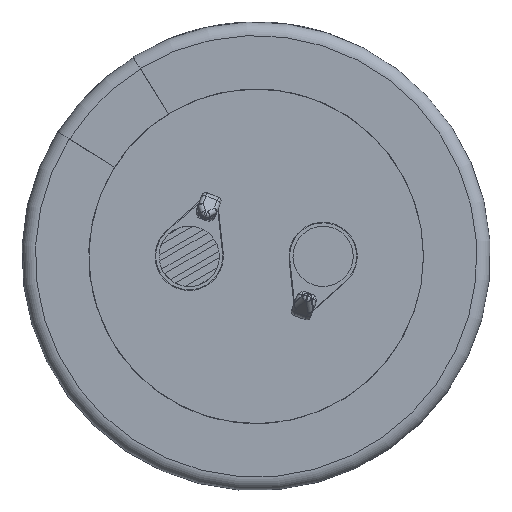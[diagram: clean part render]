
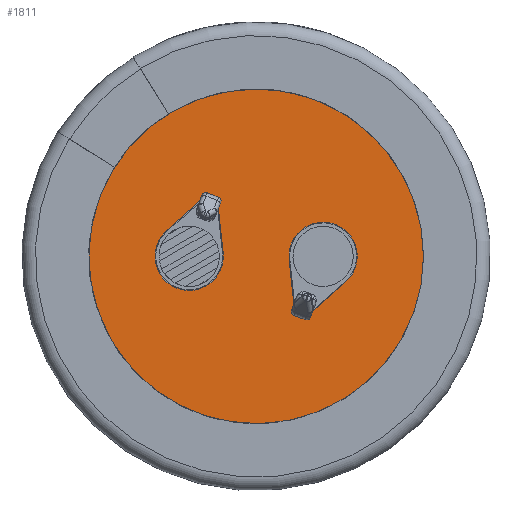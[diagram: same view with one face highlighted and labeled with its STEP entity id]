
A CAD part, front view. The second image highlights one B-rep face of the part: STEP entity #1811.
In plain terms, the highlighted planar face has unit normal (0, -1, 0).
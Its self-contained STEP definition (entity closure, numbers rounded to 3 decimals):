
#1811 = ADVANCED_FACE( '', ( #3732, #3733, #3734 ), #3735, .T. );
#3732 = FACE_OUTER_BOUND( '', #8106, .T. );
#3733 = FACE_BOUND( '', #8107, .T. );
#3734 = FACE_BOUND( '', #8108, .T. );
#3735 = PLANE( '', #8109 );
#8106 = EDGE_LOOP( '', ( #13092 ) );
#8107 = EDGE_LOOP( '', ( #13093, #13094, #13095, #13096 ) );
#8108 = EDGE_LOOP( '', ( #13097, #13098, #13099, #13100 ) );
#8109 = AXIS2_PLACEMENT_3D( '', #13101, #13102, #13103 );
#13092 = ORIENTED_EDGE( '', *, *, #14973, .T. );
#13093 = ORIENTED_EDGE( '', *, *, #14778, .F. );
#13094 = ORIENTED_EDGE( '', *, *, #14870, .F. );
#13095 = ORIENTED_EDGE( '', *, *, #14876, .F. );
#13096 = ORIENTED_EDGE( '', *, *, #14613, .F. );
#13097 = ORIENTED_EDGE( '', *, *, #14916, .T. );
#13098 = ORIENTED_EDGE( '', *, *, #14291, .T. );
#13099 = ORIENTED_EDGE( '', *, *, #15182, .T. );
#13100 = ORIENTED_EDGE( '', *, *, #14268, .T. );
#13101 = CARTESIAN_POINT( '', ( 0., 0., 0. ) );
#13102 = DIRECTION( '', ( 0., -1., 0. ) );
#13103 = DIRECTION( '', ( 0., 0., -1. ) );
#14268 = EDGE_CURVE( '', #17086, #17087, #17088, .T. );
#14291 = EDGE_CURVE( '', #17118, #17119, #17120, .T. );
#14613 = EDGE_CURVE( '', #17550, #17551, #17552, .T. );
#14778 = EDGE_CURVE( '', #17758, #17550, #17759, .T. );
#14870 = EDGE_CURVE( '', #17877, #17758, #17878, .T. );
#14876 = EDGE_CURVE( '', #17551, #17877, #17884, .T. );
#14916 = EDGE_CURVE( '', #17087, #17118, #17930, .T. );
#14973 = EDGE_CURVE( '', #17994, #17994, #17995, .T. );
#15182 = EDGE_CURVE( '', #17119, #17086, #18217, .T. );
#17086 = VERTEX_POINT( '', #22714 );
#17087 = VERTEX_POINT( '', #22715 );
#17088 = CIRCLE( '', #22716, 2.55 );
#17118 = VERTEX_POINT( '', #22777 );
#17119 = VERTEX_POINT( '', #22778 );
#17120 = LINE( '', #22779, #22780 );
#17550 = VERTEX_POINT( '', #23749 );
#17551 = VERTEX_POINT( '', #23750 );
#17552 = CIRCLE( '', #23751, 2.55 );
#17758 = VERTEX_POINT( '', #24193 );
#17759 = LINE( '', #24194, #24195 );
#17877 = VERTEX_POINT( '', #24483 );
#17878 = LINE( '', #24484, #24485 );
#17884 = LINE( '', #24494, #24495 );
#17930 = LINE( '', #24607, #24608 );
#17994 = VERTEX_POINT( '', #24716 );
#17995 = CIRCLE( '', #24717, 14.5 );
#18217 = LINE( '', #25162, #25163 );
#22714 = CARTESIAN_POINT( '', ( 2.465, 0., -0.274 ) );
#22715 = CARTESIAN_POINT( '', ( 6.694, 0., -1.906 ) );
#22716 = AXIS2_PLACEMENT_3D( '', #25737, #25738, #25739 );
#22777 = CARTESIAN_POINT( '', ( 4.27, 0., -4.059 ) );
#22778 = CARTESIAN_POINT( '', ( 2.814, 0., -3.497 ) );
#22779 = CARTESIAN_POINT( '', ( 4.27, 0., -4.059 ) );
#22780 = VECTOR( '', #25748, 1000. );
#23749 = CARTESIAN_POINT( '', ( -6.694, 0., 1.906 ) );
#23750 = CARTESIAN_POINT( '', ( -2.465, 0., 0.274 ) );
#23751 = AXIS2_PLACEMENT_3D( '', #25877, #25878, #25879 );
#24193 = CARTESIAN_POINT( '', ( -4.27, 0., 4.059 ) );
#24194 = CARTESIAN_POINT( '', ( -4.27, 0., 4.059 ) );
#24195 = VECTOR( '', #25936, 1000. );
#24483 = CARTESIAN_POINT( '', ( -2.814, 0., 3.497 ) );
#24484 = CARTESIAN_POINT( '', ( -2.814, 0., 3.497 ) );
#24485 = VECTOR( '', #25974, 1000. );
#24494 = CARTESIAN_POINT( '', ( -2.465, 0., 0.274 ) );
#24495 = VECTOR( '', #25978, 1000. );
#24607 = CARTESIAN_POINT( '', ( 6.694, 0., -1.906 ) );
#24608 = VECTOR( '', #25995, 1000. );
#24716 = CARTESIAN_POINT( '', ( 0., 0., -14.5 ) );
#24717 = AXIS2_PLACEMENT_3D( '', #26020, #26021, #26022 );
#25162 = CARTESIAN_POINT( '', ( 2.814, 0., -3.497 ) );
#25163 = VECTOR( '', #26087, 1000. );
#25737 = CARTESIAN_POINT( '', ( 5., 0., 0. ) );
#25738 = DIRECTION( '', ( 0., 1., 0. ) );
#25739 = DIRECTION( '', ( 0., 0., -1. ) );
#25748 = DIRECTION( '', ( -0.933, 0., 0.36 ) );
#25877 = CARTESIAN_POINT( '', ( -5., 0., 0. ) );
#25878 = DIRECTION( '', ( 0., -1., 0. ) );
#25879 = DIRECTION( '', ( 0., 0., 1. ) );
#25936 = DIRECTION( '', ( -0.748, 0., -0.664 ) );
#25974 = DIRECTION( '', ( -0.933, 0., 0.36 ) );
#25978 = DIRECTION( '', ( -0.108, 0., 0.994 ) );
#25995 = DIRECTION( '', ( -0.748, 0., -0.664 ) );
#26020 = CARTESIAN_POINT( '', ( 0., 0., 0. ) );
#26021 = DIRECTION( '', ( 0., -1., 0. ) );
#26022 = DIRECTION( '', ( 0., 0., -1. ) );
#26087 = DIRECTION( '', ( -0.108, 0., 0.994 ) );
